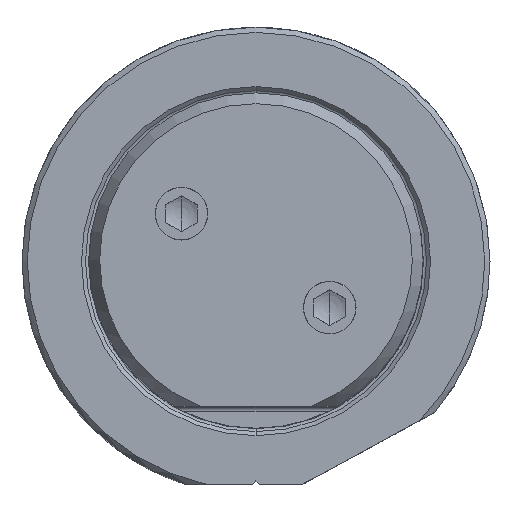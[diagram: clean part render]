
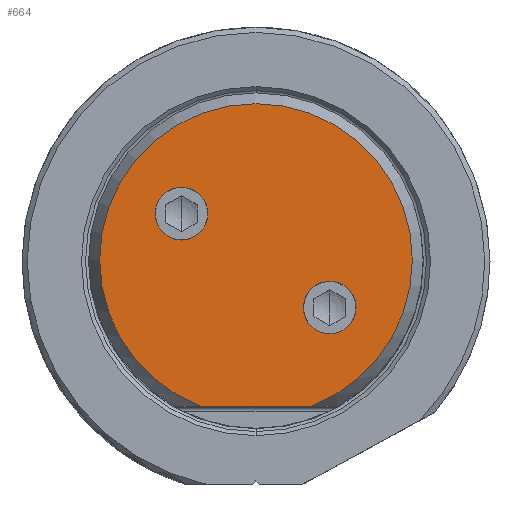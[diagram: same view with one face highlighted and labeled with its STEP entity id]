
A CAD part, top view. The second image highlights one B-rep face of the part: STEP entity #664.
In plain terms, the highlighted planar face has unit normal (0, 0, 1).
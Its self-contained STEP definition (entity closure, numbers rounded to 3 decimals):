
#151=PLANE('',#5858);
#664=ADVANCED_FACE('',(#939,#940,#941),#151,.T.);
#939=FACE_BOUND('',#1096,.T.);
#940=FACE_BOUND('',#1097,.T.);
#941=FACE_BOUND('',#1098,.T.);
#1096=EDGE_LOOP('',(#2973,#2974,#2975,#2976));
#1097=EDGE_LOOP('',(#2977,#2978));
#1098=EDGE_LOOP('',(#2979,#2980));
#1447=LINE('',#12369,#1755);
#1755=VECTOR('',#6927,1.);
#2973=ORIENTED_EDGE('',*,*,#4782,.T.);
#2974=ORIENTED_EDGE('',*,*,#4781,.T.);
#2975=ORIENTED_EDGE('',*,*,#4778,.T.);
#2976=ORIENTED_EDGE('',*,*,#4783,.T.);
#2977=ORIENTED_EDGE('',*,*,#4784,.T.);
#2978=ORIENTED_EDGE('',*,*,#4785,.T.);
#2979=ORIENTED_EDGE('',*,*,#4786,.T.);
#2980=ORIENTED_EDGE('',*,*,#4787,.T.);
#4088=VERTEX_POINT('',#12370);
#4089=VERTEX_POINT('',#12371);
#4090=VERTEX_POINT('',#12382);
#4091=VERTEX_POINT('',#12384);
#4092=VERTEX_POINT('',#12388);
#4093=VERTEX_POINT('',#12389);
#4094=VERTEX_POINT('',#12392);
#4095=VERTEX_POINT('',#12393);
#4778=EDGE_CURVE('',#4088,#4089,#1447,.T.);
#4781=EDGE_CURVE('',#4090,#4088,#5262,.T.);
#4782=EDGE_CURVE('',#4091,#4090,#5263,.T.);
#4783=EDGE_CURVE('',#4089,#4091,#5264,.T.);
#4784=EDGE_CURVE('',#4092,#4093,#5265,.T.);
#4785=EDGE_CURVE('',#4093,#4092,#5266,.T.);
#4786=EDGE_CURVE('',#4094,#4095,#5267,.T.);
#4787=EDGE_CURVE('',#4095,#4094,#5268,.T.);
#5262=CIRCLE('',#5850,14.847);
#5263=CIRCLE('',#5851,14.847);
#5264=CIRCLE('',#5852,14.847);
#5265=CIRCLE('',#5854,2.5);
#5266=CIRCLE('',#5855,2.5);
#5267=CIRCLE('',#5856,2.5);
#5268=CIRCLE('',#5857,2.5);
#5850=AXIS2_PLACEMENT_3D('',#12381,#6930,#6931);
#5851=AXIS2_PLACEMENT_3D('',#12383,#6932,#6933);
#5852=AXIS2_PLACEMENT_3D('',#12385,#6934,#6935);
#5854=AXIS2_PLACEMENT_3D('',#12387,#6938,#6939);
#5855=AXIS2_PLACEMENT_3D('',#12390,#6940,#6941);
#5856=AXIS2_PLACEMENT_3D('',#12391,#6942,#6943);
#5857=AXIS2_PLACEMENT_3D('',#12394,#6944,#6945);
#5858=AXIS2_PLACEMENT_3D('',#12395,#6946,#6947);
#6927=DIRECTION('',(1.,0.,0.));
#6930=DIRECTION('',(0.,0.,1.));
#6931=DIRECTION('',(-1.,0.,0.));
#6932=DIRECTION('',(0.,0.,1.));
#6933=DIRECTION('',(1.,0.,0.));
#6934=DIRECTION('',(0.,0.,1.));
#6935=DIRECTION('',(0.356,-0.935,0.));
#6938=DIRECTION('',(0.,0.,-1.));
#6939=DIRECTION('',(1.,0.,0.));
#6940=DIRECTION('',(0.,0.,-1.));
#6941=DIRECTION('',(-1.,0.,0.));
#6942=DIRECTION('',(0.,0.,-1.));
#6943=DIRECTION('',(1.,0.,0.));
#6944=DIRECTION('',(0.,0.,-1.));
#6945=DIRECTION('',(-1.,0.,0.));
#6946=DIRECTION('',(0.,0.,1.));
#6947=DIRECTION('',(1.,0.,0.));
#12369=CARTESIAN_POINT('',(-5.284,-13.875,60.33));
#12370=CARTESIAN_POINT('',(-5.284,-13.875,60.33));
#12371=CARTESIAN_POINT('',(5.284,-13.875,60.33));
#12381=CARTESIAN_POINT('',(0.,0.,60.33));
#12382=CARTESIAN_POINT('',(-14.847,0.,60.33));
#12383=CARTESIAN_POINT('',(0.,0.,60.33));
#12384=CARTESIAN_POINT('',(14.847,0.,60.33));
#12385=CARTESIAN_POINT('',(0.,0.,60.33));
#12387=CARTESIAN_POINT('',(7.003,-4.524,60.33));
#12388=CARTESIAN_POINT('',(9.503,-4.524,60.33));
#12389=CARTESIAN_POINT('',(4.503,-4.524,60.33));
#12390=CARTESIAN_POINT('',(7.003,-4.524,60.33));
#12391=CARTESIAN_POINT('',(-7.081,4.401,60.33));
#12392=CARTESIAN_POINT('',(-4.581,4.401,60.33));
#12393=CARTESIAN_POINT('',(-9.581,4.401,60.33));
#12394=CARTESIAN_POINT('',(-7.081,4.401,60.33));
#12395=CARTESIAN_POINT('',(0.,0.486,60.33));
